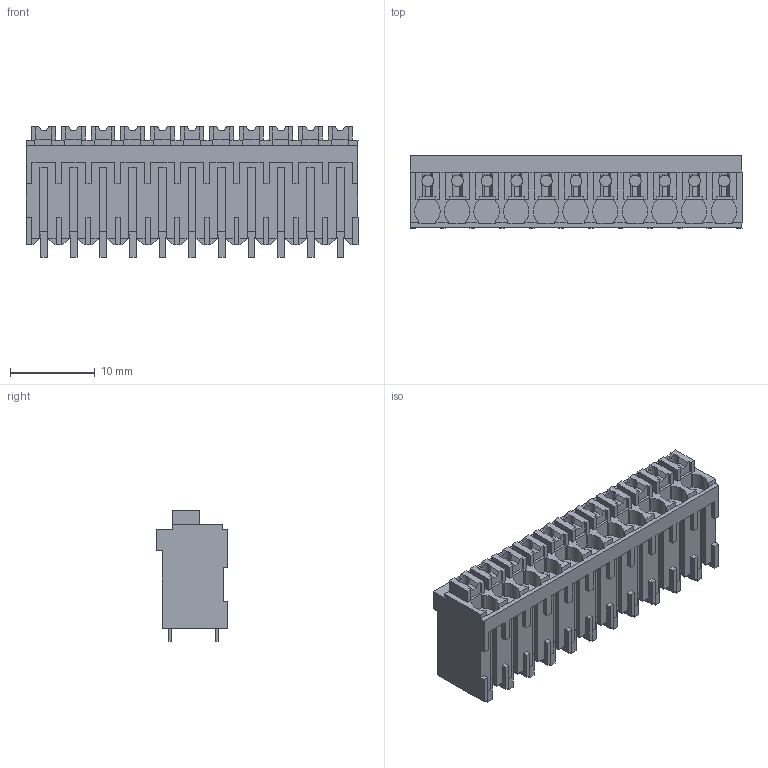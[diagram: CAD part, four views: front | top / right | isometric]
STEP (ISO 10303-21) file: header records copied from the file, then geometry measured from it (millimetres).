
FILE_DESCRIPTION(('CATIA V5 STEP Exchange','CAx-IF Rec.Pracs.--- Model Styling and Organization---1.2---2011-12-15'),'2;1');
FILE_NAME ('D1458022_0_1874400000_1874400000.stp','2018-03-20T04:10:48+00:00',('none'),('Weidmueller'),'CATIA Version 5-6 Release 2014','CATIA V5 STEP AP214','none');
FILE_SCHEMA(('AUTOMOTIVE_DESIGN { 1 0 10303 214 1 1 1 1 }'));
Length unit declared in the file: millimetre
Products named in the file (1): 1874400000
Bounding box: 39.2 x 8.5 x 15.42 mm (x, y, z)
Volume: 3082.2 mm3; surface area: 3489.7 mm2
Topology: 34 solids, 34 shells, 896 faces, 2574 edges, 1735 vertices
Faces by surface type: plane 852, cylinder 44
Entity records: 28401 total; most frequent: CARTESIAN_POINT 5616, ORIENTED_EDGE 5148, DIRECTION 3712, EDGE_CURVE 2574, VECTOR 2398, LINE 2398, VERTEX_POINT 1735, EDGE_LOOP 907
